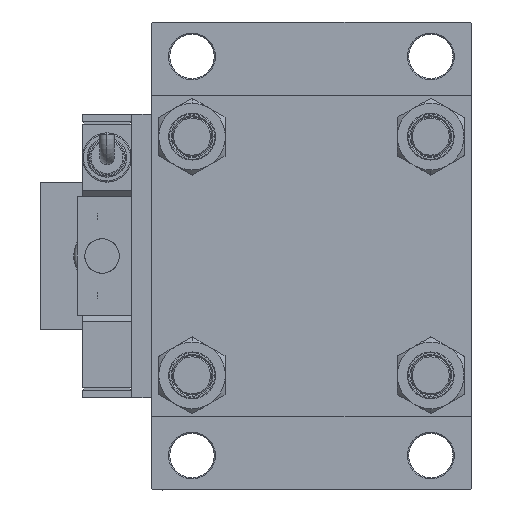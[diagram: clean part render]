
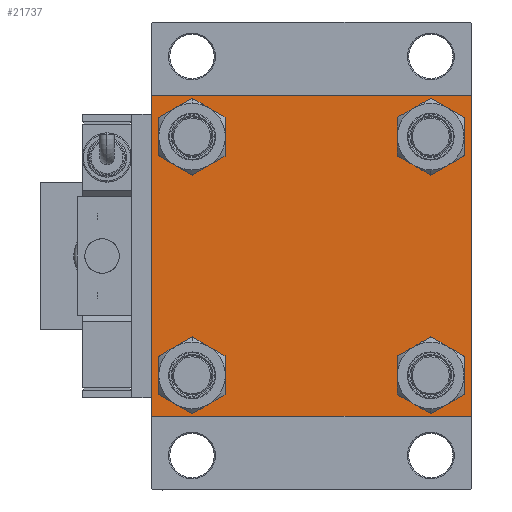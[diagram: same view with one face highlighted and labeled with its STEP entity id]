
A CAD part, left-side view. The second image highlights one B-rep face of the part: STEP entity #21737.
In plain terms, the highlighted planar face has unit normal (-1, 0, 0).
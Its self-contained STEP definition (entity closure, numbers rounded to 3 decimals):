
#610 = DIRECTION ( 'NONE',  ( 0., -1., 0. ) ) ;
#781 = EDGE_CURVE ( 'NONE', #31877, #6465, #15267, .T. ) ;
#1627 = DIRECTION ( 'NONE',  ( 0., 0., 1. ) ) ;
#1897 = FACE_BOUND ( 'NONE', #45444, .T. ) ;
#2471 = DIRECTION ( 'NONE',  ( 0., -1., 0. ) ) ;
#2781 = DIRECTION ( 'NONE',  ( 0., 0.707, 0.707 ) ) ;
#2910 = DIRECTION ( 'NONE',  ( -1., 0., 0. ) ) ;
#3043 = EDGE_CURVE ( 'NONE', #39110, #23145, #40141, .T. ) ;
#4082 = ORIENTED_EDGE ( 'NONE', *, *, #7014, .T. ) ;
#4438 = LINE ( 'NONE', #49882, #31894 ) ;
#5521 = ORIENTED_EDGE ( 'NONE', *, *, #51741, .F. ) ;
#5629 = AXIS2_PLACEMENT_3D ( 'NONE', #38902, #2910, #1627 ) ;
#6206 = CARTESIAN_POINT ( 'NONE',  ( 0., -65., -64.5 ) ) ;
#6465 = VERTEX_POINT ( 'NONE', #29081 ) ;
#7014 = EDGE_CURVE ( 'NONE', #48609, #41255, #34706, .T. ) ;
#7455 = ORIENTED_EDGE ( 'NONE', *, *, #48636, .T. ) ;
#7894 = EDGE_LOOP ( 'NONE', ( #7455, #38769 ) ) ;
#9422 = CIRCLE ( 'NONE', #48528, 8.5 ) ;
#9535 = VECTOR ( 'NONE', #2781, 1000. ) ;
#9896 = VECTOR ( 'NONE', #16821, 1000. ) ;
#9982 = DIRECTION ( 'NONE',  ( 1., 0., 0. ) ) ;
#10780 = DIRECTION ( 'NONE',  ( 0., -0.707, 0.707 ) ) ;
#10819 = CARTESIAN_POINT ( 'NONE',  ( 0., -48.45, 48.45 ) ) ;
#10906 = AXIS2_PLACEMENT_3D ( 'NONE', #10819, #18973, #52438 ) ;
#11355 = ORIENTED_EDGE ( 'NONE', *, *, #36910, .T. ) ;
#11363 = FACE_OUTER_BOUND ( 'NONE', #28385, .T. ) ;
#11449 = VERTEX_POINT ( 'NONE', #37916 ) ;
#11550 = EDGE_CURVE ( 'NONE', #11449, #15378, #47053, .T. ) ;
#12428 = VERTEX_POINT ( 'NONE', #25437 ) ;
#12925 = VERTEX_POINT ( 'NONE', #34324 ) ;
#13024 = DIRECTION ( 'NONE',  ( 0., 0., 1. ) ) ;
#13067 = CARTESIAN_POINT ( 'NONE',  ( 0., 48.45, 48.45 ) ) ;
#14215 = CIRCLE ( 'NONE', #24627, 8.5 ) ;
#14720 = CARTESIAN_POINT ( 'NONE',  ( 0., 48.45, 48.45 ) ) ;
#15089 = EDGE_CURVE ( 'NONE', #12925, #25262, #41572, .T. ) ;
#15267 = CIRCLE ( 'NONE', #10906, 8.5 ) ;
#15378 = VERTEX_POINT ( 'NONE', #16748 ) ;
#15665 = ORIENTED_EDGE ( 'NONE', *, *, #33706, .T. ) ;
#15938 = CIRCLE ( 'NONE', #33314, 8.5 ) ;
#16006 = CARTESIAN_POINT ( 'NONE',  ( 0., 64.5, -65. ) ) ;
#16570 = DIRECTION ( 'NONE',  ( 1., 0., 0. ) ) ;
#16655 = AXIS2_PLACEMENT_3D ( 'NONE', #14720, #48171, #31306 ) ;
#16748 = CARTESIAN_POINT ( 'NONE',  ( 0., 48.45, 56.95 ) ) ;
#16821 = DIRECTION ( 'NONE',  ( 0., 0.707, -0.707 ) ) ;
#16864 = DIRECTION ( 'NONE',  ( 1., 0., 0. ) ) ;
#17178 = VECTOR ( 'NONE', #47097, 1000. ) ;
#17921 = VECTOR ( 'NONE', #10780, 1000. ) ;
#18196 = AXIS2_PLACEMENT_3D ( 'NONE', #37090, #44188, #19435 ) ;
#18255 = ORIENTED_EDGE ( 'NONE', *, *, #15089, .T. ) ;
#18518 = LINE ( 'NONE', #30498, #39215 ) ;
#18681 = DIRECTION ( 'NONE',  ( 0., 0., 1. ) ) ;
#18973 = DIRECTION ( 'NONE',  ( 1., 0., 0. ) ) ;
#19132 = LINE ( 'NONE', #22933, #9535 ) ;
#19435 = DIRECTION ( 'NONE',  ( 0., 0., 1. ) ) ;
#20325 = ORIENTED_EDGE ( 'NONE', *, *, #46185, .T. ) ;
#20585 = CARTESIAN_POINT ( 'NONE',  ( 0., 64.75, -64.75 ) ) ;
#21568 = VECTOR ( 'NONE', #37175, 1000. ) ;
#21737 = ADVANCED_FACE ( 'NONE', ( #22594, #42996, #1897, #32293, #11363 ), #52704, .T. ) ;
#22594 = FACE_BOUND ( 'NONE', #33838, .T. ) ;
#22933 = CARTESIAN_POINT ( 'NONE',  ( 0., -64.75, 64.75 ) ) ;
#23135 = EDGE_CURVE ( 'NONE', #46326, #27279, #23940, .T. ) ;
#23145 = VERTEX_POINT ( 'NONE', #6206 ) ;
#23206 = ORIENTED_EDGE ( 'NONE', *, *, #41324, .F. ) ;
#23696 = CIRCLE ( 'NONE', #34090, 8.5 ) ;
#23818 = CARTESIAN_POINT ( 'NONE',  ( 0., -64.75, -64.75 ) ) ;
#23940 = CIRCLE ( 'NONE', #50886, 8.5 ) ;
#24627 = AXIS2_PLACEMENT_3D ( 'NONE', #50925, #28456, #36876 ) ;
#24941 = LINE ( 'NONE', #20585, #21568 ) ;
#25259 = EDGE_CURVE ( 'NONE', #38436, #39110, #4438, .T. ) ;
#25262 = VERTEX_POINT ( 'NONE', #41985 ) ;
#25437 = CARTESIAN_POINT ( 'NONE',  ( 0., 65., -64.5 ) ) ;
#26174 = CARTESIAN_POINT ( 'NONE',  ( 0., -65., 64.5 ) ) ;
#26514 = ORIENTED_EDGE ( 'NONE', *, *, #23135, .T. ) ;
#26709 = LINE ( 'NONE', #51463, #28249 ) ;
#27087 = EDGE_CURVE ( 'NONE', #25262, #12428, #29974, .T. ) ;
#27279 = VERTEX_POINT ( 'NONE', #53588 ) ;
#27305 = EDGE_LOOP ( 'NONE', ( #26514, #53510 ) ) ;
#27990 = CARTESIAN_POINT ( 'NONE',  ( 0., -64.5, 65. ) ) ;
#28249 = VECTOR ( 'NONE', #2471, 1000. ) ;
#28385 = EDGE_LOOP ( 'NONE', ( #52706, #15665, #37512, #31866, #23206, #11355, #5521, #18255 ) ) ;
#28456 = DIRECTION ( 'NONE',  ( 1., 0., 0. ) ) ;
#29006 = CARTESIAN_POINT ( 'NONE',  ( 0., -48.45, -39.95 ) ) ;
#29081 = CARTESIAN_POINT ( 'NONE',  ( 0., -48.45, 39.95 ) ) ;
#29974 = LINE ( 'NONE', #46294, #17178 ) ;
#30316 = ORIENTED_EDGE ( 'NONE', *, *, #30783, .T. ) ;
#30498 = CARTESIAN_POINT ( 'NONE',  ( 0., -65., 65. ) ) ;
#30783 = EDGE_CURVE ( 'NONE', #41255, #48609, #9422, .T. ) ;
#31306 = DIRECTION ( 'NONE',  ( 0., 0., 1. ) ) ;
#31866 = ORIENTED_EDGE ( 'NONE', *, *, #3043, .T. ) ;
#31877 = VERTEX_POINT ( 'NONE', #46488 ) ;
#31894 = VECTOR ( 'NONE', #610, 1000. ) ;
#32293 = FACE_BOUND ( 'NONE', #7894, .T. ) ;
#33314 = AXIS2_PLACEMENT_3D ( 'NONE', #13067, #45716, #42427 ) ;
#33706 = EDGE_CURVE ( 'NONE', #12428, #38436, #24941, .T. ) ;
#33838 = EDGE_LOOP ( 'NONE', ( #48795, #20325 ) ) ;
#34090 = AXIS2_PLACEMENT_3D ( 'NONE', #38542, #9982, #18681 ) ;
#34324 = CARTESIAN_POINT ( 'NONE',  ( 0., 64.5, 65. ) ) ;
#34706 = CIRCLE ( 'NONE', #18196, 8.5 ) ;
#36876 = DIRECTION ( 'NONE',  ( 0., 0., 1. ) ) ;
#36910 = EDGE_CURVE ( 'NONE', #44621, #48929, #19132, .T. ) ;
#37090 = CARTESIAN_POINT ( 'NONE',  ( 0., 48.45, -48.45 ) ) ;
#37175 = DIRECTION ( 'NONE',  ( 0., -0.707, -0.707 ) ) ;
#37485 = CARTESIAN_POINT ( 'NONE',  ( 0., 64.75, 64.75 ) ) ;
#37512 = ORIENTED_EDGE ( 'NONE', *, *, #25259, .T. ) ;
#37524 = CARTESIAN_POINT ( 'NONE',  ( 0., -48.45, -48.45 ) ) ;
#37916 = CARTESIAN_POINT ( 'NONE',  ( 0., 48.45, 39.95 ) ) ;
#38436 = VERTEX_POINT ( 'NONE', #16006 ) ;
#38542 = CARTESIAN_POINT ( 'NONE',  ( 0., -48.45, 48.45 ) ) ;
#38769 = ORIENTED_EDGE ( 'NONE', *, *, #11550, .T. ) ;
#38902 = CARTESIAN_POINT ( 'NONE',  ( 0., 0., 0. ) ) ;
#39110 = VERTEX_POINT ( 'NONE', #51540 ) ;
#39215 = VECTOR ( 'NONE', #39716, 1000. ) ;
#39716 = DIRECTION ( 'NONE',  ( 0., 0., -1. ) ) ;
#40141 = LINE ( 'NONE', #23818, #17921 ) ;
#41255 = VERTEX_POINT ( 'NONE', #47353 ) ;
#41324 = EDGE_CURVE ( 'NONE', #44621, #23145, #18518, .T. ) ;
#41572 = LINE ( 'NONE', #37485, #9896 ) ;
#41879 = DIRECTION ( 'NONE',  ( 0., 0., 1. ) ) ;
#41985 = CARTESIAN_POINT ( 'NONE',  ( 0., 65., 64.5 ) ) ;
#42380 = CARTESIAN_POINT ( 'NONE',  ( 0., 48.45, -48.45 ) ) ;
#42427 = DIRECTION ( 'NONE',  ( 0., 0., 1. ) ) ;
#42996 = FACE_BOUND ( 'NONE', #27305, .T. ) ;
#44188 = DIRECTION ( 'NONE',  ( 1., 0., 0. ) ) ;
#44621 = VERTEX_POINT ( 'NONE', #26174 ) ;
#45444 = EDGE_LOOP ( 'NONE', ( #4082, #30316 ) ) ;
#45716 = DIRECTION ( 'NONE',  ( 1., 0., 0. ) ) ;
#45983 = CARTESIAN_POINT ( 'NONE',  ( 0., 48.45, -39.95 ) ) ;
#46185 = EDGE_CURVE ( 'NONE', #6465, #31877, #23696, .T. ) ;
#46294 = CARTESIAN_POINT ( 'NONE',  ( 0., 65., 65. ) ) ;
#46326 = VERTEX_POINT ( 'NONE', #29006 ) ;
#46488 = CARTESIAN_POINT ( 'NONE',  ( 0., -48.45, 56.95 ) ) ;
#47053 = CIRCLE ( 'NONE', #16655, 8.5 ) ;
#47097 = DIRECTION ( 'NONE',  ( 0., 0., -1. ) ) ;
#47353 = CARTESIAN_POINT ( 'NONE',  ( 0., 48.45, -56.95 ) ) ;
#48171 = DIRECTION ( 'NONE',  ( 1., 0., 0. ) ) ;
#48219 = EDGE_CURVE ( 'NONE', #27279, #46326, #14215, .T. ) ;
#48528 = AXIS2_PLACEMENT_3D ( 'NONE', #42380, #16570, #13024 ) ;
#48609 = VERTEX_POINT ( 'NONE', #45983 ) ;
#48636 = EDGE_CURVE ( 'NONE', #15378, #11449, #15938, .T. ) ;
#48795 = ORIENTED_EDGE ( 'NONE', *, *, #781, .T. ) ;
#48929 = VERTEX_POINT ( 'NONE', #27990 ) ;
#49882 = CARTESIAN_POINT ( 'NONE',  ( 0., 65., -65. ) ) ;
#50886 = AXIS2_PLACEMENT_3D ( 'NONE', #37524, #16864, #41879 ) ;
#50925 = CARTESIAN_POINT ( 'NONE',  ( 0., -48.45, -48.45 ) ) ;
#51463 = CARTESIAN_POINT ( 'NONE',  ( 0., 65., 65. ) ) ;
#51540 = CARTESIAN_POINT ( 'NONE',  ( 0., -64.5, -65. ) ) ;
#51741 = EDGE_CURVE ( 'NONE', #12925, #48929, #26709, .T. ) ;
#52438 = DIRECTION ( 'NONE',  ( 0., 0., 1. ) ) ;
#52704 = PLANE ( 'NONE',  #5629 ) ;
#52706 = ORIENTED_EDGE ( 'NONE', *, *, #27087, .T. ) ;
#53510 = ORIENTED_EDGE ( 'NONE', *, *, #48219, .T. ) ;
#53588 = CARTESIAN_POINT ( 'NONE',  ( 0., -48.45, -56.95 ) ) ;
